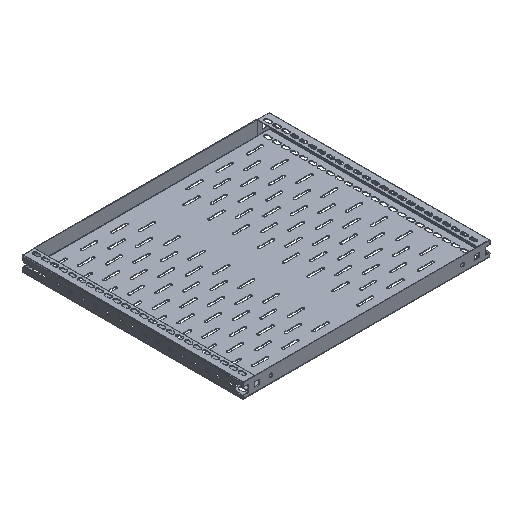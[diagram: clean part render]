
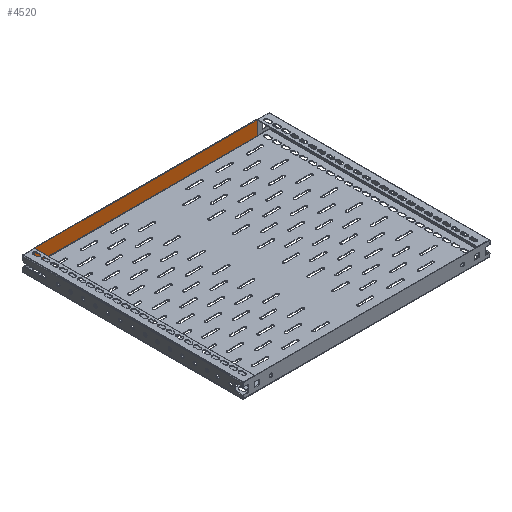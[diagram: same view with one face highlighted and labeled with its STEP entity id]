
A CAD part, isometric view. The second image highlights one B-rep face of the part: STEP entity #4520.
In plain terms, the highlighted planar face has unit normal (0, -1, 0).
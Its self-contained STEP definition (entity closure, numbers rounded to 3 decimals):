
#623 = EDGE_LOOP ( 'NONE', ( #15024, #15025, #15026, #15027 ) ) ;
#1056 = EDGE_CURVE ( 'NONE', #23238, #23236, #32040, .T. ) ;
#1065 = EDGE_CURVE ( 'NONE', #23161, #23238, #32054, .T. ) ;
#1069 = EDGE_CURVE ( 'NONE', #23236, #23242, #32057, .T. ) ;
#1082 = EDGE_CURVE ( 'NONE', #23242, #23161, #32069, .T. ) ;
#3085 = CARTESIAN_POINT ( 'NONE',  ( 224., 221.75, 28.5 ) ) ;
#3160 = CARTESIAN_POINT ( 'NONE',  ( -224., 221.75, 0.1 ) ) ;
#3162 = CARTESIAN_POINT ( 'NONE',  ( 224., 221.75, 0.1 ) ) ;
#3166 = CARTESIAN_POINT ( 'NONE',  ( -224., 221.75, 28.5 ) ) ;
#4520 = ADVANCED_FACE ( 'NONE', ( #9470 ), #9471, .T. ) ;
#9462 = CARTESIAN_POINT ( 'NONE',  ( -224., 221.75, 28.5 ) ) ;
#9470 = FACE_OUTER_BOUND ( 'NONE', #623, .T. ) ;
#9471 = PLANE ( 'NONE',  #13247 ) ;
#9473 = DIRECTION ( 'NONE',  ( 0., -1., 0. ) ) ;
#9474 = DIRECTION ( 'NONE',  ( 0., 0., -1. ) ) ;
#13247 = AXIS2_PLACEMENT_3D ( 'NONE', #9462, #9473, #9474 ) ;
#13770 = VECTOR ( 'NONE', #32047, 1000. ) ;
#13896 = VECTOR ( 'NONE', #32056, 1000. ) ;
#13927 = VECTOR ( 'NONE', #32060, 1000. ) ;
#14084 = VECTOR ( 'NONE', #32071, 1000. ) ;
#15024 = ORIENTED_EDGE ( 'NONE', *, *, #1056, .F. ) ;
#15025 = ORIENTED_EDGE ( 'NONE', *, *, #1065, .F. ) ;
#15026 = ORIENTED_EDGE ( 'NONE', *, *, #1082, .F. ) ;
#15027 = ORIENTED_EDGE ( 'NONE', *, *, #1069, .F. ) ;
#23161 = VERTEX_POINT ( 'NONE', #3085 ) ;
#23236 = VERTEX_POINT ( 'NONE', #3160 ) ;
#23238 = VERTEX_POINT ( 'NONE', #3162 ) ;
#23242 = VERTEX_POINT ( 'NONE', #3166 ) ;
#32040 = LINE ( 'NONE', #32046, #13770 ) ;
#32046 = CARTESIAN_POINT ( 'NONE',  ( 224., 221.75, 0.1 ) ) ;
#32047 = DIRECTION ( 'NONE',  ( -1., 0., 0. ) ) ;
#32054 = LINE ( 'NONE', #32055, #13896 ) ;
#32055 = CARTESIAN_POINT ( 'NONE',  ( 224., 221.75, 28.5 ) ) ;
#32056 = DIRECTION ( 'NONE',  ( 0., 0., -1. ) ) ;
#32057 = LINE ( 'NONE', #32059, #13927 ) ;
#32059 = CARTESIAN_POINT ( 'NONE',  ( -224., 221.75, 28.5 ) ) ;
#32060 = DIRECTION ( 'NONE',  ( 0., 0., 1. ) ) ;
#32069 = LINE ( 'NONE', #32070, #14084 ) ;
#32070 = CARTESIAN_POINT ( 'NONE',  ( 224., 221.75, 28.5 ) ) ;
#32071 = DIRECTION ( 'NONE',  ( 1., 0., 0. ) ) ;
